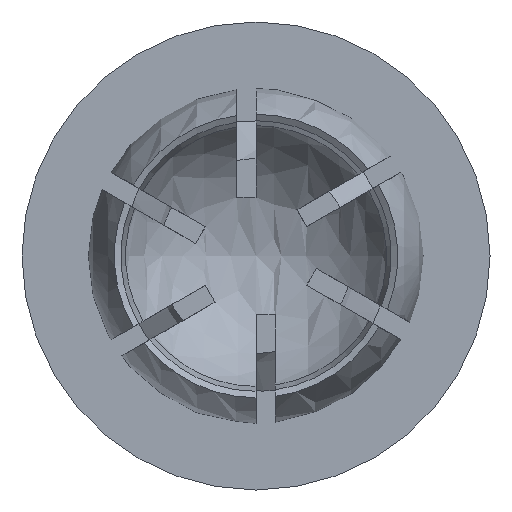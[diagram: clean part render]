
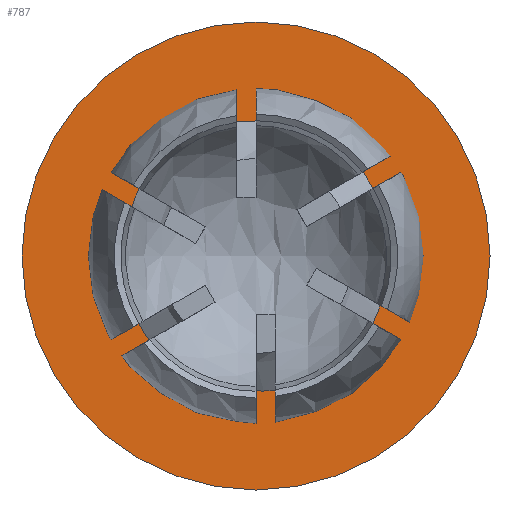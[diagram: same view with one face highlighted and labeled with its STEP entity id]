
A CAD part, front view. The second image highlights one B-rep face of the part: STEP entity #787.
In plain terms, the highlighted planar face has unit normal (0, -1, 0).
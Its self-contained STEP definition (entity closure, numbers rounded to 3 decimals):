
#20=B_SPLINE_CURVE_WITH_KNOTS('',3,(#1466,#1467,#1468,#1469,#1470,#1471,
#1472,#1473,#1474,#1475,#1476,#1477,#1478,#1479,#1480,#1481,#1482,#1483,
#1484,#1485,#1486,#1487,#1488,#1489,#1490,#1491,#1492,#1493,#1494,#1495,
#1496,#1497,#1498,#1499,#1500,#1501,#1502,#1503,#1504,#1505,#1506,#1507,
#1508,#1509,#1510),.UNSPECIFIED.,.T.,.F.,(4,2,2,2,2,2,2,2,2,2,2,2,2,2,2,
2,2,2,2,2,3,4),(-8.167,-7.939,-7.569,-7.195,
-6.958,-6.782,-6.367,-5.855,
-5.338,-4.797,-4.314,-3.713,
-3.036,-2.38,-1.995,-1.727,
-1.094,-0.742,-0.519,-0.264,
0.,0.106),.UNSPECIFIED.);
#24=FACE_BOUND('',#137,.T.);
#52=PLANE('',#901);
#92=FACE_OUTER_BOUND('',#136,.T.);
#136=EDGE_LOOP('',(#724));
#137=EDGE_LOOP('',(#725));
#210=CIRCLE('',#902,13.2);
#377=VERTEX_POINT('',#1463);
#378=VERTEX_POINT('',#1465);
#494=EDGE_CURVE('',#377,#377,#210,.T.);
#495=EDGE_CURVE('',#378,#378,#20,.T.);
#724=ORIENTED_EDGE('',*,*,#494,.T.);
#725=ORIENTED_EDGE('',*,*,#495,.F.);
#787=ADVANCED_FACE('',(#92,#24),#52,.T.);
#901=AXIS2_PLACEMENT_3D('',#1462,#1142,#1143);
#902=AXIS2_PLACEMENT_3D('',#1464,#1144,#1145);
#1142=DIRECTION('center_axis',(0.,-1.,0.));
#1143=DIRECTION('ref_axis',(-1.,0.,0.));
#1144=DIRECTION('center_axis',(0.,-1.,0.));
#1145=DIRECTION('ref_axis',(1.,0.,0.));
#1462=CARTESIAN_POINT('Origin',(60.,35.308,20.3));
#1463=CARTESIAN_POINT('',(46.8,35.308,20.3));
#1464=CARTESIAN_POINT('Origin',(60.,35.308,20.3));
#1465=CARTESIAN_POINT('',(66.537,35.308,24.231));
#1466=CARTESIAN_POINT('Ctrl Pts',(66.537,35.308,24.231));
#1467=CARTESIAN_POINT('Ctrl Pts',(66.211,35.308,24.865));
#1468=CARTESIAN_POINT('Ctrl Pts',(65.848,35.308,25.339));
#1469=CARTESIAN_POINT('Ctrl Pts',(65.045,35.308,26.253));
#1470=CARTESIAN_POINT('Ctrl Pts',(64.454,35.308,26.748));
#1471=CARTESIAN_POINT('Ctrl Pts',(63.154,35.308,27.469));
#1472=CARTESIAN_POINT('Ctrl Pts',(62.386,35.308,27.725));
#1473=CARTESIAN_POINT('Ctrl Pts',(60.804,35.308,27.92));
#1474=CARTESIAN_POINT('Ctrl Pts',(60.22,35.308,27.928));
#1475=CARTESIAN_POINT('Ctrl Pts',(59.468,35.308,27.918));
#1476=CARTESIAN_POINT('Ctrl Pts',(59.15,35.308,27.903));
#1477=CARTESIAN_POINT('Ctrl Pts',(58.091,35.308,27.801));
#1478=CARTESIAN_POINT('Ctrl Pts',(57.37,35.308,27.645));
#1479=CARTESIAN_POINT('Ctrl Pts',(55.859,35.308,26.992));
#1480=CARTESIAN_POINT('Ctrl Pts',(55.206,35.308,26.474));
#1481=CARTESIAN_POINT('Ctrl Pts',(54.165,35.308,25.396));
#1482=CARTESIAN_POINT('Ctrl Pts',(53.579,35.308,24.629));
#1483=CARTESIAN_POINT('Ctrl Pts',(52.736,35.308,22.47));
#1484=CARTESIAN_POINT('Ctrl Pts',(52.597,35.308,21.311));
#1485=CARTESIAN_POINT('Ctrl Pts',(52.612,35.308,19.237));
#1486=CARTESIAN_POINT('Ctrl Pts',(52.741,35.308,18.264));
#1487=CARTESIAN_POINT('Ctrl Pts',(53.435,35.308,16.207));
#1488=CARTESIAN_POINT('Ctrl Pts',(53.994,35.308,15.446));
#1489=CARTESIAN_POINT('Ctrl Pts',(54.931,35.308,14.369));
#1490=CARTESIAN_POINT('Ctrl Pts',(55.522,35.308,13.869));
#1491=CARTESIAN_POINT('Ctrl Pts',(56.799,35.308,13.153));
#1492=CARTESIAN_POINT('Ctrl Pts',(57.559,35.308,12.886));
#1493=CARTESIAN_POINT('Ctrl Pts',(59.132,35.308,12.685));
#1494=CARTESIAN_POINT('Ctrl Pts',(59.697,35.308,12.672));
#1495=CARTESIAN_POINT('Ctrl Pts',(60.483,35.308,12.681));
#1496=CARTESIAN_POINT('Ctrl Pts',(60.803,35.308,12.695));
#1497=CARTESIAN_POINT('Ctrl Pts',(61.869,35.308,12.792));
#1498=CARTESIAN_POINT('Ctrl Pts',(62.595,35.308,12.945));
#1499=CARTESIAN_POINT('Ctrl Pts',(63.656,35.308,13.396));
#1500=CARTESIAN_POINT('Ctrl Pts',(64.455,35.308,13.786));
#1501=CARTESIAN_POINT('Ctrl Pts',(65.812,35.308,15.175));
#1502=CARTESIAN_POINT('Ctrl Pts',(66.41,35.308,15.947));
#1503=CARTESIAN_POINT('Ctrl Pts',(67.305,35.308,18.229));
#1504=CARTESIAN_POINT('Ctrl Pts',(67.401,35.308,19.425));
#1505=CARTESIAN_POINT('Ctrl Pts',(67.39,35.308,21.345));
#1506=CARTESIAN_POINT('Ctrl Pts',(67.263,35.308,22.32));
#1507=CARTESIAN_POINT('Ctrl Pts',(66.954,35.308,23.24));
#1508=CARTESIAN_POINT('Ctrl Pts',(66.831,35.308,23.608));
#1509=CARTESIAN_POINT('Ctrl Pts',(66.688,35.308,23.937));
#1510=CARTESIAN_POINT('Ctrl Pts',(66.537,35.308,24.231));
